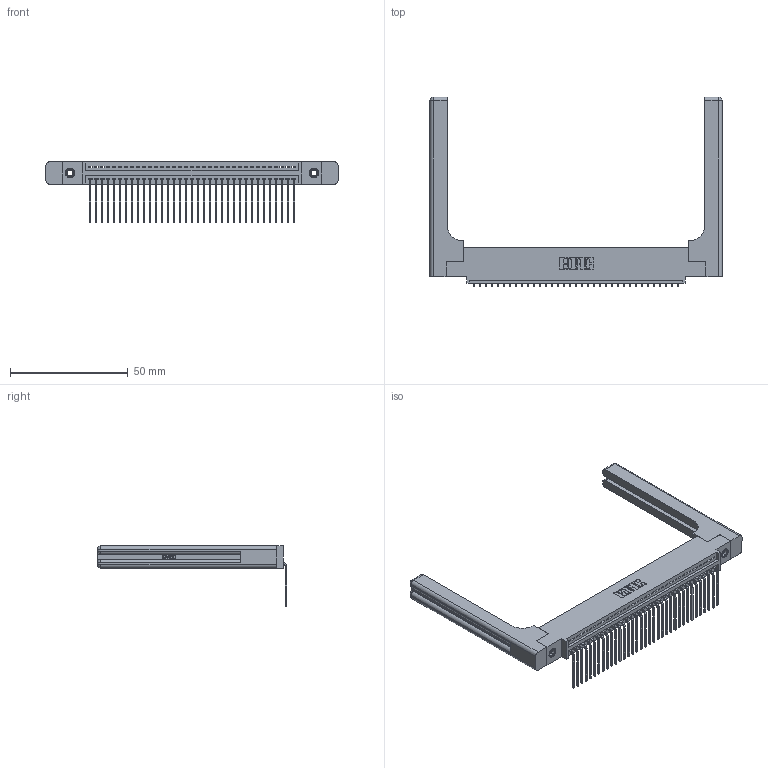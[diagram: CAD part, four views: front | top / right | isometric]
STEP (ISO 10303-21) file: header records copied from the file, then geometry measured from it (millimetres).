
FILE_DESCRIPTION (( 'STEP AP203' ), '1' );
FILE_NAME ('395-035-559-458.STEP', '2019-10-19T20:18:39', ( '' ), ( '' ), 'SwSTEP 2.0', 'SolidWorks 2016', '' );
FILE_SCHEMA (( 'CONFIG_CONTROL_DESIGN' ));
Length unit declared in the file: inch
Products named in the file (5): 345-220-058_345-220-058; 345 Part_0.110 Offset - 0.156 Dia-TH; 345-250-001_345-250-001-102; 345-292-001_558 559 Tail - 1; 395-035-559-458
Assembly tree (40 placements, depth 2):
  395-035-559-458
    345 Part_0.110 Offset - 0.156 Dia-TH
    345-292-001_558 559 Tail - 1  x35
    345-250-001_345-250-001-102  x2
    345-220-058_345-220-058  x2
Bounding box: 123.93 x 80.51 x 25.53 mm (x, y, z)
Volume: 20261.5 mm3; surface area: 21601 mm2
Topology: 40 solids, 40 shells, 2486 faces, 7389 edges, 4858 vertices
Faces by surface type: plane 1702, cylinder 724, bspline 36, cone 12, sphere 8, torus 4
Entity records: 32682 total; most frequent: CARTESIAN_POINT 6634, ORIENTED_EDGE 5400, DIRECTION 4750, EDGE_CURVE 2700, VECTOR 2336, LINE 2336, VERTEX_POINT 1790, AXIS2_PLACEMENT_3D 1207
